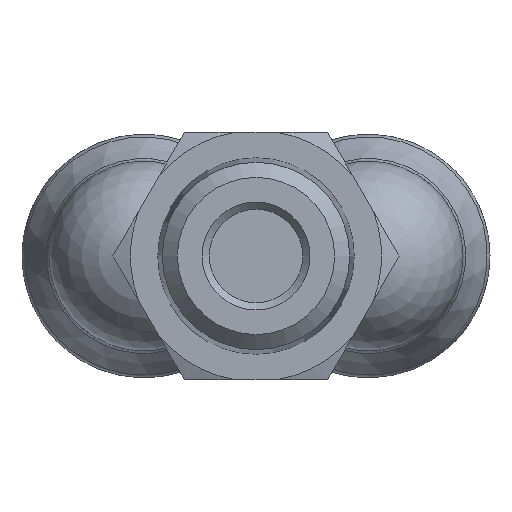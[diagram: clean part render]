
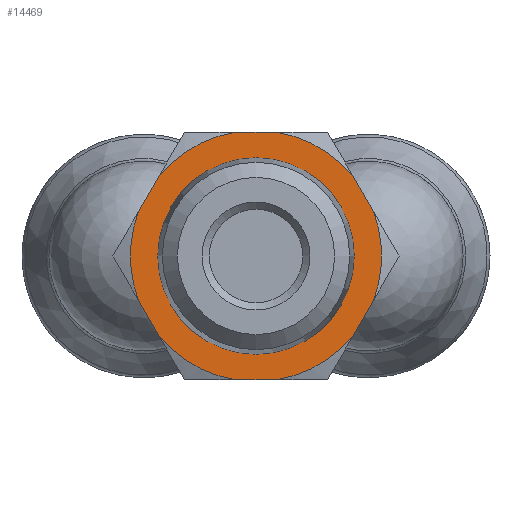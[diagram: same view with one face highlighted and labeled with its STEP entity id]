
A CAD part, front view. The second image highlights one B-rep face of the part: STEP entity #14469.
In plain terms, the highlighted face is planar.
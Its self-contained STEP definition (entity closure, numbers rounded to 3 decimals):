
#14132=CARTESIAN_POINT('',(-21.1,-8.063,3.035));
#14133=VERTEX_POINT('',#14132);
#14149=CARTESIAN_POINT('',(-21.1,-8.063,-3.035));
#14150=VERTEX_POINT('',#14149);
#14151=CARTESIAN_POINT('',(-21.1,0.,0.0));
#14152=DIRECTION('',(-1.0,0.0,0.0));
#14153=DIRECTION('',(0.0,1.0,0.0));
#14154=AXIS2_PLACEMENT_3D('',#14151,#14152,#14153);
#14155=CIRCLE('',#14154,8.615);
#14156=EDGE_CURVE('',#14150,#14133,#14155,.T.);
#14181=CARTESIAN_POINT('',(-21.1,-6.66,5.465));
#14182=VERTEX_POINT('',#14181);
#14196=CARTESIAN_POINT('',(-21.1,-1.403,8.5));
#14197=VERTEX_POINT('',#14196);
#14211=CARTESIAN_POINT('',(-21.1,0.,0.0));
#14212=DIRECTION('',(-1.0,0.0,0.0));
#14213=DIRECTION('',(0.0,1.0,0.0));
#14214=AXIS2_PLACEMENT_3D('',#14211,#14212,#14213);
#14215=CIRCLE('',#14214,8.615);
#14216=EDGE_CURVE('',#14182,#14197,#14215,.T.);
#14228=CARTESIAN_POINT('',(-21.1,1.403,8.5));
#14229=VERTEX_POINT('',#14228);
#14243=CARTESIAN_POINT('',(-21.1,6.66,5.465));
#14244=VERTEX_POINT('',#14243);
#14258=CARTESIAN_POINT('',(-21.1,0.,0.0));
#14259=DIRECTION('',(-1.0,0.0,0.0));
#14260=DIRECTION('',(0.0,1.0,0.0));
#14261=AXIS2_PLACEMENT_3D('',#14258,#14259,#14260);
#14262=CIRCLE('',#14261,8.615);
#14263=EDGE_CURVE('',#14229,#14244,#14262,.T.);
#14273=CARTESIAN_POINT('',(-21.1,-6.66,-5.465));
#14274=VERTEX_POINT('',#14273);
#14290=CARTESIAN_POINT('',(-21.1,-1.403,-8.5));
#14291=VERTEX_POINT('',#14290);
#14292=CARTESIAN_POINT('',(-21.1,0.,0.0));
#14293=DIRECTION('',(-1.0,0.0,0.0));
#14294=DIRECTION('',(0.0,1.0,0.0));
#14295=AXIS2_PLACEMENT_3D('',#14292,#14293,#14294);
#14296=CIRCLE('',#14295,8.615);
#14297=EDGE_CURVE('',#14291,#14274,#14296,.T.);
#14320=CARTESIAN_POINT('',(-21.1,1.403,-8.5));
#14321=VERTEX_POINT('',#14320);
#14337=CARTESIAN_POINT('',(-21.1,6.66,-5.465));
#14338=VERTEX_POINT('',#14337);
#14339=CARTESIAN_POINT('',(-21.1,0.,0.0));
#14340=DIRECTION('',(-1.0,0.0,0.0));
#14341=DIRECTION('',(0.0,1.0,0.0));
#14342=AXIS2_PLACEMENT_3D('',#14339,#14340,#14341);
#14343=CIRCLE('',#14342,8.615);
#14344=EDGE_CURVE('',#14338,#14321,#14343,.T.);
#14369=CARTESIAN_POINT('',(-21.1,8.063,3.035));
#14370=VERTEX_POINT('',#14369);
#14384=CARTESIAN_POINT('',(-21.1,8.063,-3.035));
#14385=VERTEX_POINT('',#14384);
#14399=CARTESIAN_POINT('',(-21.1,0.,0.0));
#14400=DIRECTION('',(-1.0,0.0,0.0));
#14401=DIRECTION('',(0.0,1.0,0.0));
#14402=AXIS2_PLACEMENT_3D('',#14399,#14400,#14401);
#14403=CIRCLE('',#14402,8.615);
#14404=EDGE_CURVE('',#14370,#14385,#14403,.T.);
#14409=CARTESIAN_POINT('',(-21.1,7.617,0.0));
#14410=DIRECTION('',(-1.0,0.0,0.0));
#14411=DIRECTION('',(0.0,0.0,1.0));
#14412=AXIS2_PLACEMENT_3D('',#14409,#14410,#14411);
#14413=PLANE('',#14412);
#14414=ORIENTED_EDGE('',*,*,#14404,.T.);
#14415=CARTESIAN_POINT('',(-21.1,6.66,-5.465));
#14416=DIRECTION('',(0.0,0.5,0.866));
#14417=VECTOR('',#14416,2.805);
#14418=LINE('',#14415,#14417);
#14419=EDGE_CURVE('',#14338,#14385,#14418,.T.);
#14420=ORIENTED_EDGE('',*,*,#14419,.F.);
#14421=ORIENTED_EDGE('',*,*,#14344,.T.);
#14422=CARTESIAN_POINT('',(-21.1,-1.403,-8.5));
#14423=DIRECTION('',(0.0,1.0,0.0));
#14424=VECTOR('',#14423,2.805);
#14425=LINE('',#14422,#14424);
#14426=EDGE_CURVE('',#14291,#14321,#14425,.T.);
#14427=ORIENTED_EDGE('',*,*,#14426,.F.);
#14428=ORIENTED_EDGE('',*,*,#14297,.T.);
#14429=CARTESIAN_POINT('',(-21.1,-8.063,-3.035));
#14430=DIRECTION('',(0.0,0.5,-0.866));
#14431=VECTOR('',#14430,2.805);
#14432=LINE('',#14429,#14431);
#14433=EDGE_CURVE('',#14150,#14274,#14432,.T.);
#14434=ORIENTED_EDGE('',*,*,#14433,.F.);
#14435=ORIENTED_EDGE('',*,*,#14156,.T.);
#14436=CARTESIAN_POINT('',(-21.1,-6.66,5.465));
#14437=DIRECTION('',(0.0,-0.5,-0.866));
#14438=VECTOR('',#14437,2.805);
#14439=LINE('',#14436,#14438);
#14440=EDGE_CURVE('',#14182,#14133,#14439,.T.);
#14441=ORIENTED_EDGE('',*,*,#14440,.F.);
#14442=ORIENTED_EDGE('',*,*,#14216,.T.);
#14443=CARTESIAN_POINT('',(-21.1,1.403,8.5));
#14444=DIRECTION('',(0.0,-1.0,0.0));
#14445=VECTOR('',#14444,2.805);
#14446=LINE('',#14443,#14445);
#14447=EDGE_CURVE('',#14229,#14197,#14446,.T.);
#14448=ORIENTED_EDGE('',*,*,#14447,.F.);
#14449=ORIENTED_EDGE('',*,*,#14263,.T.);
#14450=CARTESIAN_POINT('',(-21.1,8.063,3.035));
#14451=DIRECTION('',(0.0,-0.5,0.866));
#14452=VECTOR('',#14451,2.805);
#14453=LINE('',#14450,#14452);
#14454=EDGE_CURVE('',#14370,#14244,#14453,.T.);
#14455=ORIENTED_EDGE('',*,*,#14454,.F.);
#14456=EDGE_LOOP('',(#14414,#14420,#14421,#14427,#14428,#14434,#14435,#14441,#14442,#14448,#14449,#14455));
#14457=FACE_OUTER_BOUND('',#14456,.T.);
#14458=CARTESIAN_POINT('',(-21.1,6.734,0.0));
#14459=VERTEX_POINT('',#14458);
#14460=CARTESIAN_POINT('',(-21.1,0.,0.0));
#14461=DIRECTION('',(1.0,0.0,0.0));
#14462=DIRECTION('',(0.0,1.0,0.0));
#14463=AXIS2_PLACEMENT_3D('',#14460,#14461,#14462);
#14464=CIRCLE('',#14463,6.734);
#14465=EDGE_CURVE('',#14459,#14459,#14464,.T.);
#14466=ORIENTED_EDGE('',*,*,#14465,.T.);
#14467=EDGE_LOOP('',(#14466));
#14468=FACE_BOUND('',#14467,.T.);
#14469=ADVANCED_FACE('',(#14457,#14468),#14413,.T.);
